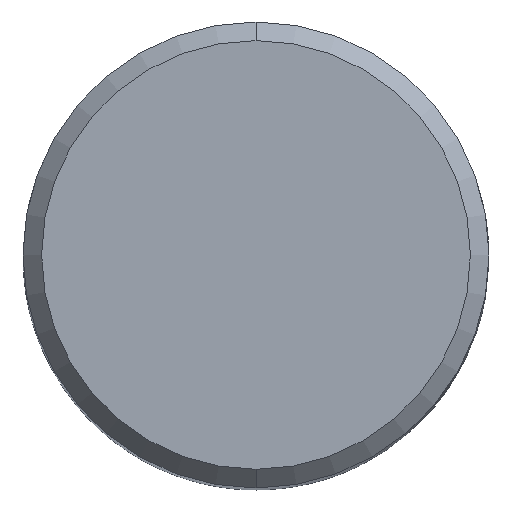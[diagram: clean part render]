
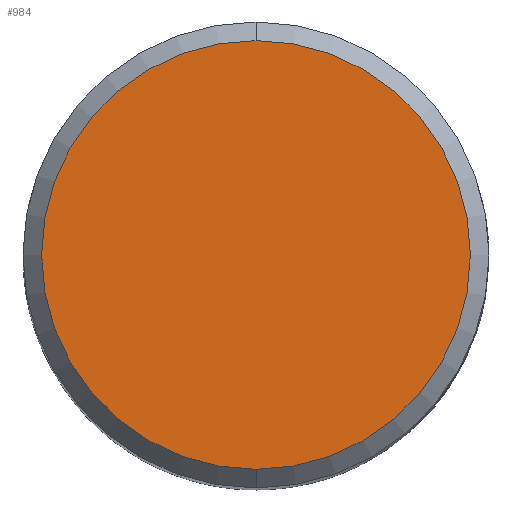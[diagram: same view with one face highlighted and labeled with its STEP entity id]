
A CAD part, top view. The second image highlights one B-rep face of the part: STEP entity #984.
In plain terms, the highlighted planar face has unit normal (0, 0, 1).
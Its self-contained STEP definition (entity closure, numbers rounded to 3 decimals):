
#408=EDGE_CURVE('',#482,#580,#1145,.T.);
#482=VERTEX_POINT('',#1224);
#580=VERTEX_POINT('',#1333);
#984=ADVANCED_FACE('',(#1777),#1778,.T.);
#996=EDGE_CURVE('',#580,#482,#1790,.T.);
#1145=CIRCLE('',#1967,11.5);
#1224=CARTESIAN_POINT('',(0.0,11.5,0.0));
#1333=CARTESIAN_POINT('',(0.,-11.5,0.0));
#1777=FACE_OUTER_BOUND('',#6337,.T.);
#1778=PLANE('',#6338);
#1790=CIRCLE('',#6368,11.5);
#1967=AXIS2_PLACEMENT_3D('',#7235,#7236,#7237);
#6337=EDGE_LOOP('',(#7966,#7967));
#6338=AXIS2_PLACEMENT_3D('',#7968,#7969,#7970);
#6368=AXIS2_PLACEMENT_3D('',#7975,#7976,#7977);
#7235=CARTESIAN_POINT('',(0.0,0.0,0.0));
#7236=DIRECTION('',(0.0,0.0,-1.0));
#7237=DIRECTION('',(0.0,1.0,0.0));
#7966=ORIENTED_EDGE('',*,*,#408,.F.);
#7967=ORIENTED_EDGE('',*,*,#996,.F.);
#7968=CARTESIAN_POINT('',(0.0,5.75,0.0));
#7969=DIRECTION('',(-0.0,0.0,1.0));
#7970=DIRECTION('',(0.0,-1.0,0.0));
#7975=CARTESIAN_POINT('',(0.0,0.0,0.0));
#7976=DIRECTION('',(0.0,0.0,-1.0));
#7977=DIRECTION('',(0.0,1.0,0.0));
